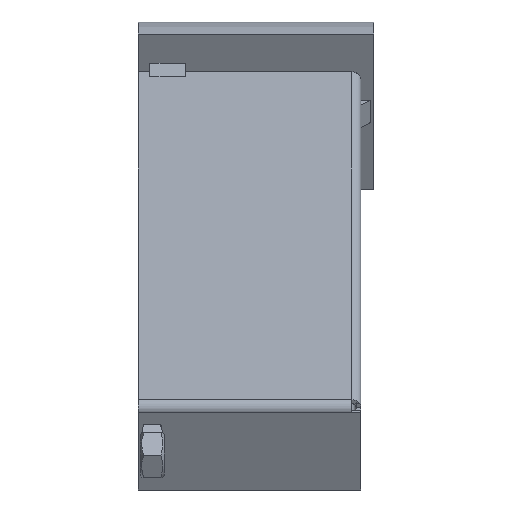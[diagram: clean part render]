
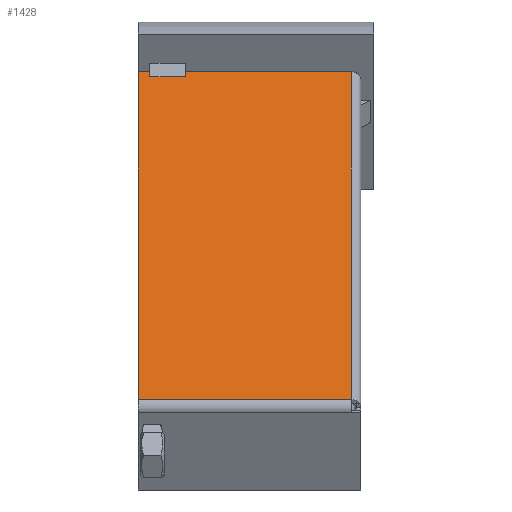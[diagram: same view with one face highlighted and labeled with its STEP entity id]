
A CAD part, front view. The second image highlights one B-rep face of the part: STEP entity #1428.
In plain terms, the highlighted face is planar.
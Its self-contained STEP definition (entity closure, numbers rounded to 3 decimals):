
#186=LINE($,#13333,#314);
#228=LINE($,#13447,#356);
#231=LINE($,#13454,#359);
#235=LINE($,#13465,#363);
#314=VECTOR($,#1779,278.);
#356=VECTOR($,#1889,90.5);
#359=VECTOR($,#1896,90.5);
#363=VECTOR($,#1912,278.);
#439=PLANE($,#1567);
#529=FACE_OUTER_BOUND($,#628,.T.);
#628=EDGE_LOOP($,(#1272,#1273,#1274,#1275));
#739=VERTEX_POINT($,#13330);
#740=VERTEX_POINT($,#13332);
#764=VERTEX_POINT($,#13446);
#766=VERTEX_POINT($,#13452);
#882=EDGE_CURVE($,#740,#739,#186,.T.);
#934=EDGE_CURVE($,#764,#740,#228,.T.);
#938=EDGE_CURVE($,#739,#766,#231,.T.);
#943=EDGE_CURVE($,#766,#764,#235,.T.);
#1272=ORIENTED_EDGE($,*,*,#882,.T.);
#1273=ORIENTED_EDGE($,*,*,#938,.T.);
#1274=ORIENTED_EDGE($,*,*,#943,.T.);
#1275=ORIENTED_EDGE($,*,*,#934,.T.);
#1428=ADVANCED_FACE($,(#529),#439,.F.);
#1567=AXIS2_PLACEMENT_3D($,#13466,#1913,#1914);
#1779=DIRECTION($,(0.,-1.,0.));
#1889=DIRECTION($,(1.,0.,0.));
#1896=DIRECTION($,(-1.,0.,0.));
#1912=DIRECTION($,(0.,1.,0.));
#1913=DIRECTION('center_axis',(0.,0.,1.));
#1914=DIRECTION('ref_axis',(1.,0.,0.));
#13330=CARTESIAN_POINT('',(-4.496,-192.245,0.));
#13332=CARTESIAN_POINT('',(-4.496,85.755,0.));
#13333=CARTESIAN_POINT($,(-4.496,17.255,0.));
#13446=CARTESIAN_POINT('',(-94.996,85.755,0.));
#13447=CARTESIAN_POINT($,(-71.371,85.755,0.));
#13452=CARTESIAN_POINT('',(-94.996,-192.245,0.));
#13454=CARTESIAN_POINT($,(-0.496,-192.245,0.));
#13465=CARTESIAN_POINT($,(-94.996,-192.245,0.));
#13466=CARTESIAN_POINT('Origin',(-47.746,-51.245,0.));
